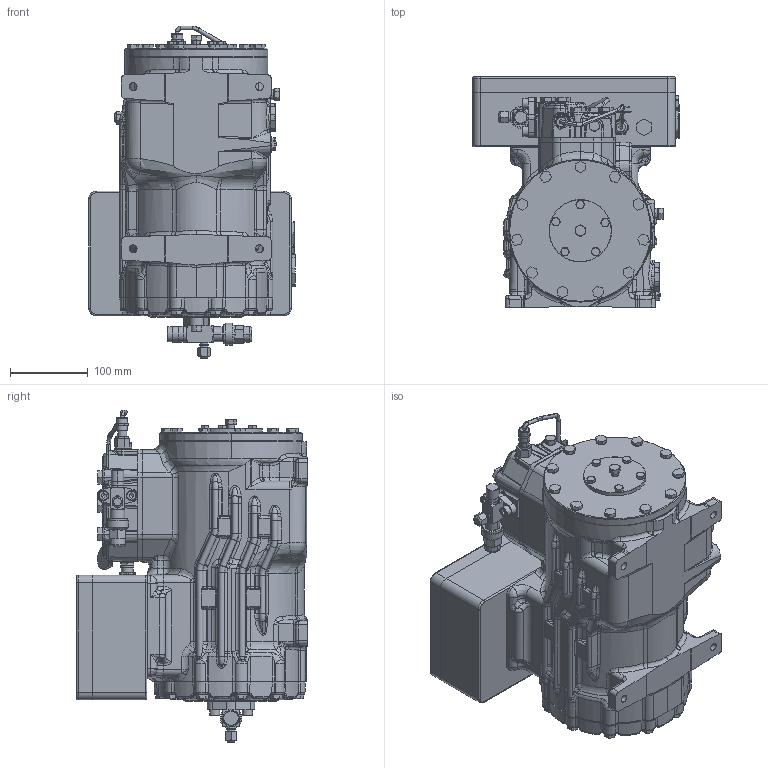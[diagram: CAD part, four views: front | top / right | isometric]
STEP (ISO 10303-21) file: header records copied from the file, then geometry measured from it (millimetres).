
FILE_DESCRIPTION (( 'STEP AP214' ), '1' );
FILE_NAME ('EX-HG12.STEP', '2015-02-19T06:50:54', ( '' ), ( '' ), 'SwSTEP 2.0', 'SolidWorks 2014', '' );
FILE_SCHEMA (( 'AUTOMOTIVE_DESIGN' ));
Length unit declared in the file: millimetre
Products named in the file (5): Verdichtergehaeuse EX-HG12; Saugventil EX-HG12; Zylinderdeckel EX-HG12; Klemmkasten EX-HG12; EX-HG12
Assembly tree (4 placements, depth 2):
  EX-HG12
    Klemmkasten EX-HG12
    Zylinderdeckel EX-HG12
    Saugventil EX-HG12
    Verdichtergehaeuse EX-HG12
Bounding box: 265 x 296.19 x 425.76 mm (x, y, z)
Volume: 15329374.6 mm3; surface area: 673829.7 mm2
Topology: 6 solids, 6 shells, 3161 faces, 7552 edges, 4441 vertices
Faces by surface type: plane 970, bspline 879, cylinder 779, cone 249, torus 235, sphere 49
Entity records: 139616 total; most frequent: CARTESIAN_POINT 73055, ORIENTED_EDGE 14922, DIRECTION 12667, EDGE_CURVE 7461, AXIS2_PLACEMENT_3D 5013, VERTEX_POINT 4436, EDGE_LOOP 3297, ADVANCED_FACE 3161
